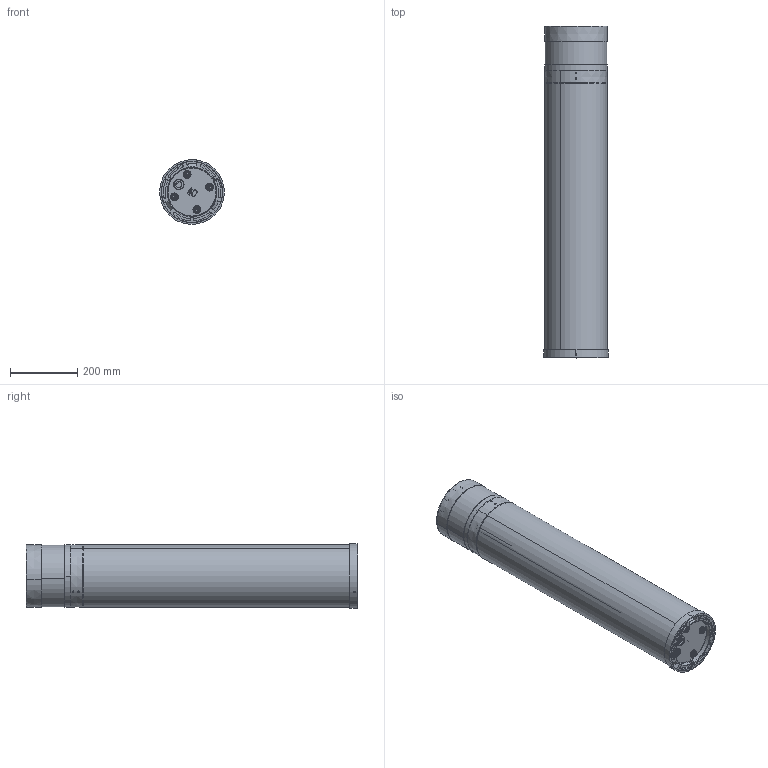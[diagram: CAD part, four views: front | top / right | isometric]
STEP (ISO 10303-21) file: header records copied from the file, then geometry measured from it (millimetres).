
FILE_DESCRIPTION (( 'STEP AP203' ), '1' );
FILE_NAME ('TERES LED G2.STEP', '2022-05-12T06:53:01', ( '' ), ( '' ), 'SwSTEP 2.0', 'SolidWorks 2019', '' );
FILE_SCHEMA (( 'CONFIG_CONTROL_DESIGN' ));
Length unit declared in the file: millimetre
Products named in the file (1): TERES LED G2
Bounding box: 192 x 984.5 x 192 mm (x, y, z)
Volume: 2742334.8 mm3; surface area: 1700017.4 mm2
Topology: 14 solids, 14 shells, 1191 faces, 3023 edges, 1886 vertices
Faces by surface type: plane 354, cylinder 349, cone 195, bspline 192, torus 83, sphere 18
Entity records: 44881 total; most frequent: CARTESIAN_POINT 17315, ORIENTED_EDGE 5994, DIRECTION 5456, EDGE_CURVE 2997, AXIS2_PLACEMENT_3D 2243, VERTEX_POINT 1886, EDGE_LOOP 1371, CIRCLE 1243
